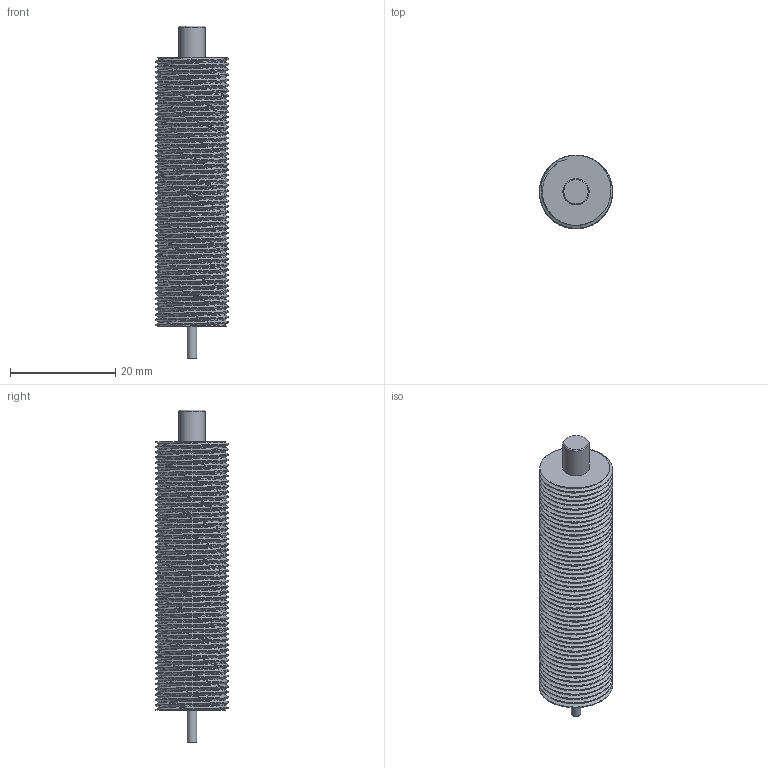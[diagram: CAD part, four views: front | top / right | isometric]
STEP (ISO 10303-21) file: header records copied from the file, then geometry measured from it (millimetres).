
FILE_DESCRIPTION(/* description */ (''),/* implementation_level */ '2;1');
FILE_NAME(/* name */ '280ae63f-dec0-44f3-8e3c-6b1413518d68.stp',/* time_stamp */ '2022-10-25T19:49:08Z',/* author */ (''),/* organization */ (''),/* preprocessor_version */ 'ST-DEVELOPER v19.2',/* originating_system */ 'Autodesk Translation Framework v11.17.0.187',/* authorisation */ '');
FILE_SCHEMA (('AUTOMOTIVE_DESIGN { 1 0 10303 214 3 1 1 }'));
Length unit declared in the file: millimetre
Products named in the file (1): KB09
Bounding box: 13.9 x 13.9 x 63 mm (x, y, z)
Volume: 6285.6 mm3; surface area: 4380.5 mm2
Topology: 1 solids, 1 shells, 115 faces, 329 edges, 219 vertices
Faces by surface type: cylinder 107, plane 5, bspline 2, cone 1
Full cylindrical faces by diameter (mm): 1.8 x1, 5 x1, 10 x1, 12.741 x38, 13.884 x38
Entity records: 12430 total; most frequent: CARTESIAN_POINT 9805, ORIENTED_EDGE 658, DIRECTION 356, EDGE_CURVE 329, VERTEX_POINT 219, B_SPLINE_CURVE_WITH_KNOTS 212, AXIS2_PLACEMENT_3D 125, EDGE_LOOP 118
